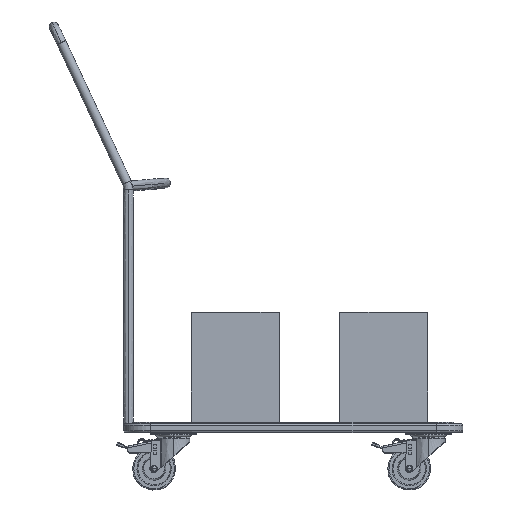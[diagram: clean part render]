
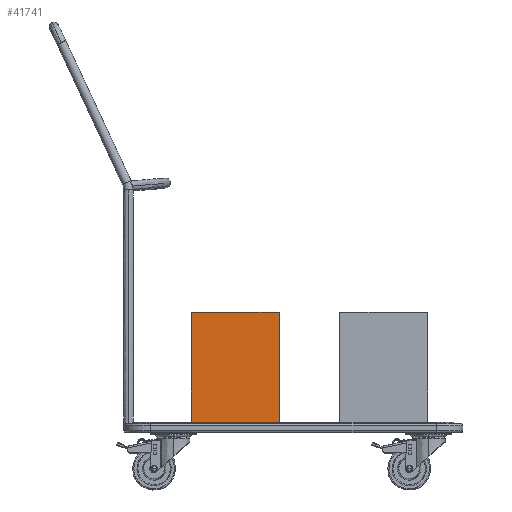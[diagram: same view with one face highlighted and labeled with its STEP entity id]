
A CAD part, top view. The second image highlights one B-rep face of the part: STEP entity #41741.
In plain terms, the highlighted free-form (B-spline) face has degree [1, 1] with [2, 2] control points.
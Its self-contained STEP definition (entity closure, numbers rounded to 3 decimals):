
#41712 = VERTEX_POINT('',#41713);
#41713 = CARTESIAN_POINT('',(-241.386,-356.775,
    222.113));
#41718 = EDGE_CURVE('',#41719,#41712,#41721,.T.);
#41719 = VERTEX_POINT('',#41720);
#41720 = CARTESIAN_POINT('',(-241.386,-119.105,
    222.113));
#41721 = B_SPLINE_CURVE_WITH_KNOTS('',1,(#41722,#41723),.UNSPECIFIED.,
  .F.,.F.,(2,2),(-0.,250.),.PIECEWISE_BEZIER_KNOTS.);
#41722 = CARTESIAN_POINT('',(-241.386,-119.105,
    222.113));
#41723 = CARTESIAN_POINT('',(-241.386,-356.775,
    222.113));
#41741 = ADVANCED_FACE('',(#41742),#41764,.F.);
#41742 = FACE_BOUND('',#41743,.T.);
#41743 = EDGE_LOOP('',(#41744,#41751,#41758,#41763));
#41744 = ORIENTED_EDGE('',*,*,#41745,.T.);
#41745 = EDGE_CURVE('',#41712,#41746,#41748,.T.);
#41746 = VERTEX_POINT('',#41747);
#41747 = CARTESIAN_POINT('',(-51.25,-356.775,
    222.113));
#41748 = B_SPLINE_CURVE_WITH_KNOTS('',1,(#41749,#41750),.UNSPECIFIED.,
  .F.,.F.,(2,2),(-200.,0.),.PIECEWISE_BEZIER_KNOTS.);
#41749 = CARTESIAN_POINT('',(-241.386,-356.775,
    222.113));
#41750 = CARTESIAN_POINT('',(-51.25,-356.775,
    222.113));
#41751 = ORIENTED_EDGE('',*,*,#41752,.F.);
#41752 = EDGE_CURVE('',#41753,#41746,#41755,.T.);
#41753 = VERTEX_POINT('',#41754);
#41754 = CARTESIAN_POINT('',(-51.25,-119.105,
    222.113));
#41755 = B_SPLINE_CURVE_WITH_KNOTS('',1,(#41756,#41757),.UNSPECIFIED.,
  .F.,.F.,(2,2),(-0.,250.),.PIECEWISE_BEZIER_KNOTS.);
#41756 = CARTESIAN_POINT('',(-51.25,-119.105,
    222.113));
#41757 = CARTESIAN_POINT('',(-51.25,-356.775,
    222.113));
#41758 = ORIENTED_EDGE('',*,*,#41759,.F.);
#41759 = EDGE_CURVE('',#41719,#41753,#41760,.T.);
#41760 = B_SPLINE_CURVE_WITH_KNOTS('',1,(#41761,#41762),.UNSPECIFIED.,
  .F.,.F.,(2,2),(-200.,0.),.PIECEWISE_BEZIER_KNOTS.);
#41761 = CARTESIAN_POINT('',(-241.386,-119.105,
    222.113));
#41762 = CARTESIAN_POINT('',(-51.25,-119.105,
    222.113));
#41763 = ORIENTED_EDGE('',*,*,#41718,.T.);
#41764 = B_SPLINE_SURFACE_WITH_KNOTS('',1,1,(
    (#41765,#41766)
    ,(#41767,#41768
    )),.UNSPECIFIED.,.F.,.F.,.F.,(2,2),(2,2),(-0.,200.),(-250.,0.),
  .PIECEWISE_BEZIER_KNOTS.);
#41765 = CARTESIAN_POINT('',(-51.25,-356.775,
    222.113));
#41766 = CARTESIAN_POINT('',(-51.25,-119.105,
    222.113));
#41767 = CARTESIAN_POINT('',(-241.386,-356.775,
    222.113));
#41768 = CARTESIAN_POINT('',(-241.386,-119.105,
    222.113));
